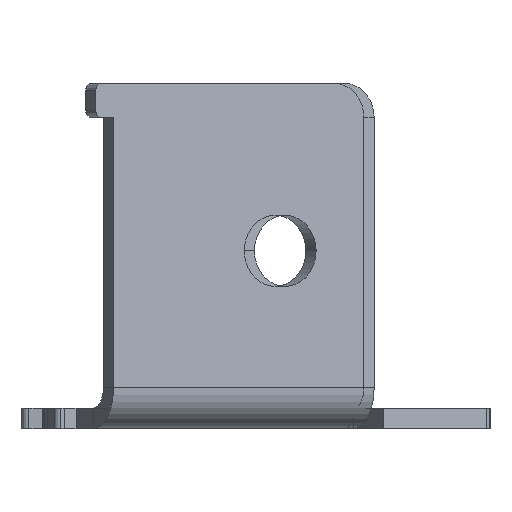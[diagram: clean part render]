
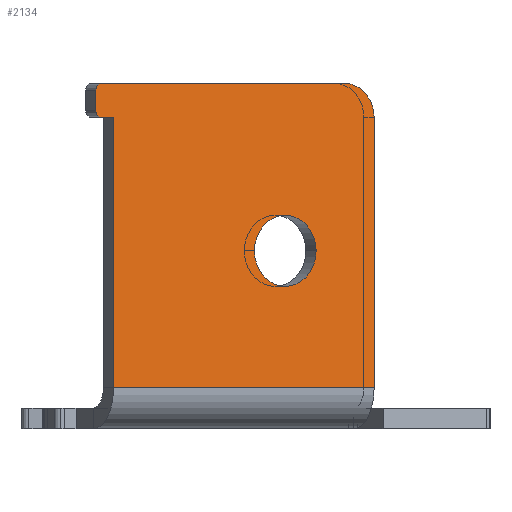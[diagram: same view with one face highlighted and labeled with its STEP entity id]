
A CAD part, left-side view. The second image highlights one B-rep face of the part: STEP entity #2134.
In plain terms, the highlighted planar face has unit normal (-0.866, -0.5, 0).
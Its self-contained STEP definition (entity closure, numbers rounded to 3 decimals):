
#36 = VERTEX_POINT ( 'NONE', #93 ) ;
#56 = LINE ( 'NONE', #1616, #1371 ) ;
#57 = VECTOR ( 'NONE', #1753, 1000. ) ;
#62 = DIRECTION ( 'NONE',  ( -0.866, -0.5, 0. ) ) ;
#93 = CARTESIAN_POINT ( 'NONE',  ( -605.01, 1077.907, 1246.5 ) ) ;
#112 = ORIENTED_EDGE ( 'NONE', *, *, #293, .F. ) ;
#134 = LINE ( 'NONE', #849, #57 ) ;
#153 = CIRCLE ( 'NONE', #911, 5.2 ) ;
#162 = VERTEX_POINT ( 'NONE', #2441 ) ;
#170 = EDGE_LOOP ( 'NONE', ( #112, #2768 ) ) ;
#192 = EDGE_CURVE ( 'NONE', #2226, #593, #2786, .T. ) ;
#242 = CARTESIAN_POINT ( 'NONE',  ( -606.01, 1079.639, 1251.5 ) ) ;
#255 = VERTEX_POINT ( 'NONE', #2246 ) ;
#271 = LINE ( 'NONE', #1849, #2966 ) ;
#293 = EDGE_CURVE ( 'NONE', #2023, #2188, #1862, .T. ) ;
#362 = EDGE_CURVE ( 'NONE', #2188, #2023, #153, .T. ) ;
#382 = DIRECTION ( 'NONE',  ( 0.5, -0.866, 0. ) ) ;
#404 = ORIENTED_EDGE ( 'NONE', *, *, #2358, .T. ) ;
#430 = CIRCLE ( 'NONE', #2782, 1. ) ;
#440 = EDGE_LOOP ( 'NONE', ( #972, #2220, #1198, #955, #1595, #987, #2899, #404, #495 ) ) ;
#464 = CARTESIAN_POINT ( 'NONE',  ( -606.01, 1079.639, 1247.5 ) ) ;
#470 = DIRECTION ( 'NONE',  ( 0., 0., 1. ) ) ;
#495 = ORIENTED_EDGE ( 'NONE', *, *, #1342, .T. ) ;
#539 = AXIS2_PLACEMENT_3D ( 'NONE', #737, #62, #1131 ) ;
#593 = VERTEX_POINT ( 'NONE', #2257 ) ;
#608 = CARTESIAN_POINT ( 'NONE',  ( -593.111, 1057.299, 1227. ) ) ;
#617 = VECTOR ( 'NONE', #2586, 1000. ) ;
#638 = VERTEX_POINT ( 'NONE', #1989 ) ;
#659 = DIRECTION ( 'NONE',  ( 0.5, -0.866, 0. ) ) ;
#697 = VERTEX_POINT ( 'NONE', #1274 ) ;
#737 = CARTESIAN_POINT ( 'NONE',  ( -590.511, 1052.796, 1227. ) ) ;
#788 = LINE ( 'NONE', #2097, #617 ) ;
#849 = CARTESIAN_POINT ( 'NONE',  ( -585.511, 1044.135, 1207. ) ) ;
#911 = AXIS2_PLACEMENT_3D ( 'NONE', #2284, #2794, #1409 ) ;
#950 = VECTOR ( 'NONE', #382, 1000. ) ;
#955 = ORIENTED_EDGE ( 'NONE', *, *, #2561, .F. ) ;
#965 = VERTEX_POINT ( 'NONE', #2391 ) ;
#972 = ORIENTED_EDGE ( 'NONE', *, *, #1825, .F. ) ;
#987 = ORIENTED_EDGE ( 'NONE', *, *, #192, .T. ) ;
#1066 = VERTEX_POINT ( 'NONE', #1098 ) ;
#1098 = CARTESIAN_POINT ( 'NONE',  ( -606.01, 1079.639, 1246.5 ) ) ;
#1131 = DIRECTION ( 'NONE',  ( 0.5, -0.866, 0. ) ) ;
#1142 = CIRCLE ( 'NONE', #1966, 5. ) ;
#1173 = DIRECTION ( 'NONE',  ( 0., 0., -1. ) ) ;
#1198 = ORIENTED_EDGE ( 'NONE', *, *, #2326, .F. ) ;
#1274 = CARTESIAN_POINT ( 'NONE',  ( -606.51, 1080.505, 1247.5 ) ) ;
#1286 = LINE ( 'NONE', #2207, #1920 ) ;
#1342 = EDGE_CURVE ( 'NONE', #1066, #36, #788, .T. ) ;
#1355 = DIRECTION ( 'NONE',  ( 0.5, -0.866, 0. ) ) ;
#1364 = DIRECTION ( 'NONE',  ( -0.866, -0.5, 0. ) ) ;
#1371 = VECTOR ( 'NONE', #470, 1000. ) ;
#1409 = DIRECTION ( 'NONE',  ( 0.5, -0.866, 0. ) ) ;
#1550 = DIRECTION ( 'NONE',  ( 0.866, 0.5, 0. ) ) ;
#1595 = ORIENTED_EDGE ( 'NONE', *, *, #2038, .F. ) ;
#1616 = CARTESIAN_POINT ( 'NONE',  ( -605.01, 1077.907, 1246.5 ) ) ;
#1736 = DIRECTION ( 'NONE',  ( 0., 0., -1. ) ) ;
#1753 = DIRECTION ( 'NONE',  ( -0.5, 0.866, 0. ) ) ;
#1765 = AXIS2_PLACEMENT_3D ( 'NONE', #2033, #2683, #2668 ) ;
#1783 = PLANE ( 'NONE',  #2199 ) ;
#1825 = EDGE_CURVE ( 'NONE', #255, #36, #56, .T. ) ;
#1849 = CARTESIAN_POINT ( 'NONE',  ( -583.011, 1039.805, 1246.5 ) ) ;
#1862 = CIRCLE ( 'NONE', #539, 5.2 ) ;
#1920 = VECTOR ( 'NONE', #1736, 1000. ) ;
#1926 = LINE ( 'NONE', #2859, #950 ) ;
#1966 = AXIS2_PLACEMENT_3D ( 'NONE', #2183, #2664, #659 ) ;
#1989 = CARTESIAN_POINT ( 'NONE',  ( -585.511, 1044.135, 1251.5 ) ) ;
#2013 = FACE_OUTER_BOUND ( 'NONE', #440, .T. ) ;
#2023 = VERTEX_POINT ( 'NONE', #608 ) ;
#2033 = CARTESIAN_POINT ( 'NONE',  ( -606.01, 1079.639, 1250.5 ) ) ;
#2038 = EDGE_CURVE ( 'NONE', #2226, #638, #1926, .T. ) ;
#2097 = CARTESIAN_POINT ( 'NONE',  ( -585.511, 1044.135, 1246.5 ) ) ;
#2134 = ADVANCED_FACE ( 'NONE', ( #2957, #2013 ), #1783, .F. ) ;
#2183 = CARTESIAN_POINT ( 'NONE',  ( -585.511, 1044.135, 1246.5 ) ) ;
#2188 = VERTEX_POINT ( 'NONE', #2902 ) ;
#2199 = AXIS2_PLACEMENT_3D ( 'NONE', #2718, #1550, #1355 ) ;
#2207 = CARTESIAN_POINT ( 'NONE',  ( -606.51, 1080.505, 1246.5 ) ) ;
#2220 = ORIENTED_EDGE ( 'NONE', *, *, #2630, .F. ) ;
#2226 = VERTEX_POINT ( 'NONE', #242 ) ;
#2246 = CARTESIAN_POINT ( 'NONE',  ( -605.01, 1077.907, 1207. ) ) ;
#2257 = CARTESIAN_POINT ( 'NONE',  ( -606.51, 1080.505, 1250.5 ) ) ;
#2284 = CARTESIAN_POINT ( 'NONE',  ( -590.511, 1052.796, 1227. ) ) ;
#2287 = DIRECTION ( 'NONE',  ( -0.5, 0.866, 0. ) ) ;
#2326 = EDGE_CURVE ( 'NONE', #162, #965, #271, .T. ) ;
#2358 = EDGE_CURVE ( 'NONE', #697, #1066, #430, .T. ) ;
#2391 = CARTESIAN_POINT ( 'NONE',  ( -583.011, 1039.805, 1207. ) ) ;
#2441 = CARTESIAN_POINT ( 'NONE',  ( -583.011, 1039.805, 1246.5 ) ) ;
#2561 = EDGE_CURVE ( 'NONE', #638, #162, #1142, .T. ) ;
#2586 = DIRECTION ( 'NONE',  ( 0.5, -0.866, 0. ) ) ;
#2630 = EDGE_CURVE ( 'NONE', #965, #255, #134, .T. ) ;
#2664 = DIRECTION ( 'NONE',  ( 0.866, 0.5, 0. ) ) ;
#2668 = DIRECTION ( 'NONE',  ( -0.5, 0.866, 0. ) ) ;
#2683 = DIRECTION ( 'NONE',  ( -0.866, -0.5, 0. ) ) ;
#2718 = CARTESIAN_POINT ( 'NONE',  ( -585.511, 1044.135, 1246.5 ) ) ;
#2768 = ORIENTED_EDGE ( 'NONE', *, *, #362, .F. ) ;
#2782 = AXIS2_PLACEMENT_3D ( 'NONE', #464, #1364, #2287 ) ;
#2786 = CIRCLE ( 'NONE', #1765, 1. ) ;
#2794 = DIRECTION ( 'NONE',  ( -0.866, -0.5, 0. ) ) ;
#2839 = EDGE_CURVE ( 'NONE', #593, #697, #1286, .T. ) ;
#2859 = CARTESIAN_POINT ( 'NONE',  ( -585.511, 1044.135, 1251.5 ) ) ;
#2899 = ORIENTED_EDGE ( 'NONE', *, *, #2839, .T. ) ;
#2902 = CARTESIAN_POINT ( 'NONE',  ( -587.911, 1048.292, 1227. ) ) ;
#2957 = FACE_BOUND ( 'NONE', #170, .T. ) ;
#2966 = VECTOR ( 'NONE', #1173, 1000. ) ;
